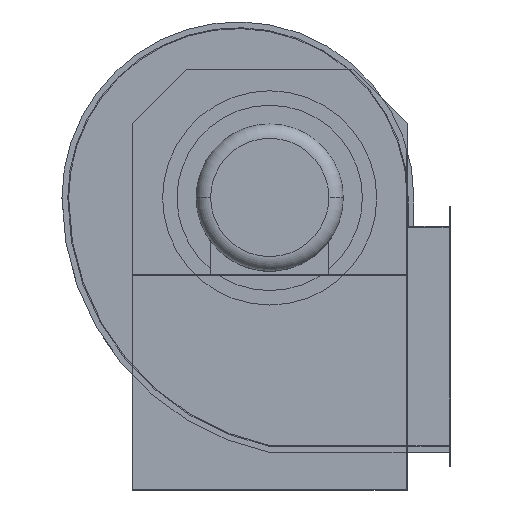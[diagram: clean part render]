
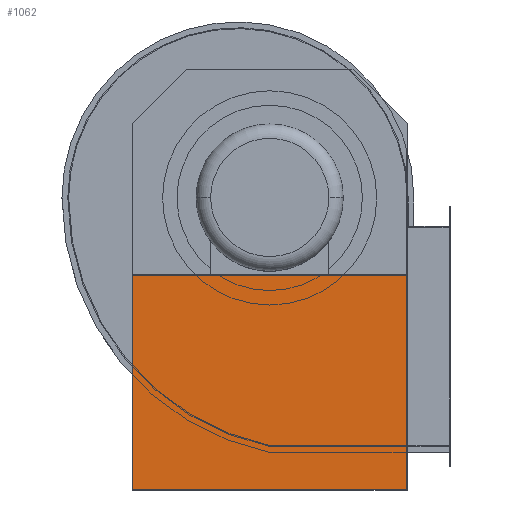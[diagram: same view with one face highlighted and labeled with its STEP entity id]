
A CAD part, top view. The second image highlights one B-rep face of the part: STEP entity #1062.
In plain terms, the highlighted planar face has unit normal (0, 0, 1).
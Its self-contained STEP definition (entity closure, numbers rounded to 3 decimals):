
#179 = ORIENTED_EDGE ( 'NONE', *, *, #4635, .F. ) ;
#180 = ORIENTED_EDGE ( 'NONE', *, *, #2708, .F. ) ;
#209 = LINE ( 'NONE', #4610, #415 ) ;
#341 = LINE ( 'NONE', #5145, #1606 ) ;
#415 = VECTOR ( 'NONE', #1915, 1000. ) ;
#503 = AXIS2_PLACEMENT_3D ( 'NONE', #2731, #4898, #957 ) ;
#543 = ORIENTED_EDGE ( 'NONE', *, *, #5325, .F. ) ;
#573 = ORIENTED_EDGE ( 'NONE', *, *, #1868, .F. ) ;
#578 = LINE ( 'NONE', #3645, #5266 ) ;
#657 = DIRECTION ( 'NONE',  ( 0., 1., 0. ) ) ;
#728 = ORIENTED_EDGE ( 'NONE', *, *, #1302, .F. ) ;
#800 = VECTOR ( 'NONE', #2068, 1000. ) ;
#957 = DIRECTION ( 'NONE',  ( -1., 0., 0. ) ) ;
#1062 = ADVANCED_FACE ( 'NONE', ( #3130 ), #5345, .F. ) ;
#1179 = EDGE_CURVE ( 'NONE', #2441, #5637, #3745, .T. ) ;
#1271 = ORIENTED_EDGE ( 'NONE', *, *, #3193, .T. ) ;
#1302 = EDGE_CURVE ( 'NONE', #4813, #2959, #1705, .T. ) ;
#1568 = CARTESIAN_POINT ( 'NONE',  ( 128.5, -405., 0.2 ) ) ;
#1587 = CARTESIAN_POINT ( 'NONE',  ( -190.3, 0., 0.2 ) ) ;
#1606 = VECTOR ( 'NONE', #3833, 1000. ) ;
#1623 = DIRECTION ( 'NONE',  ( 0., 1., 0. ) ) ;
#1705 = LINE ( 'NONE', #4687, #2245 ) ;
#1789 = ORIENTED_EDGE ( 'NONE', *, *, #4473, .F. ) ;
#1868 = EDGE_CURVE ( 'NONE', #2959, #4763, #5010, .T. ) ;
#1915 = DIRECTION ( 'NONE',  ( 1., 0., 0. ) ) ;
#2052 = VECTOR ( 'NONE', #2805, 1000. ) ;
#2068 = DIRECTION ( 'NONE',  ( -1., 0., 0. ) ) ;
#2223 = VERTEX_POINT ( 'NONE', #4374 ) ;
#2245 = VECTOR ( 'NONE', #2960, 1000. ) ;
#2432 = VECTOR ( 'NONE', #1623, 1000. ) ;
#2441 = VERTEX_POINT ( 'NONE', #1568 ) ;
#2708 = EDGE_CURVE ( 'NONE', #2777, #2223, #578, .T. ) ;
#2731 = CARTESIAN_POINT ( 'NONE',  ( 0., 0., 0.2 ) ) ;
#2777 = VERTEX_POINT ( 'NONE', #5559 ) ;
#2805 = DIRECTION ( 'NONE',  ( -1., 0., 0. ) ) ;
#2868 = VERTEX_POINT ( 'NONE', #4770 ) ;
#2959 = VERTEX_POINT ( 'NONE', #4464 ) ;
#2960 = DIRECTION ( 'NONE',  ( -1., 0., 0. ) ) ;
#2999 = LINE ( 'NONE', #4762, #2432 ) ;
#3130 = FACE_OUTER_BOUND ( 'NONE', #3804, .T. ) ;
#3193 = EDGE_CURVE ( 'NONE', #2441, #2868, #2999, .T. ) ;
#3203 = CARTESIAN_POINT ( 'NONE',  ( 190.5, -405., 0.2 ) ) ;
#3217 = DIRECTION ( 'NONE',  ( 0., -1., 0. ) ) ;
#3336 = VECTOR ( 'NONE', #657, 1000. ) ;
#3645 = CARTESIAN_POINT ( 'NONE',  ( 190.3, 0., 0.2 ) ) ;
#3682 = CARTESIAN_POINT ( 'NONE',  ( 0., -404.8, 0.2 ) ) ;
#3745 = LINE ( 'NONE', #3203, #2052 ) ;
#3804 = EDGE_LOOP ( 'NONE', ( #1789, #573, #728, #179, #4068, #1271, #543, #180 ) ) ;
#3833 = DIRECTION ( 'NONE',  ( 0., 1., 0. ) ) ;
#4068 = ORIENTED_EDGE ( 'NONE', *, *, #1179, .F. ) ;
#4374 = CARTESIAN_POINT ( 'NONE',  ( 190.3, -404.8, 0.2 ) ) ;
#4464 = CARTESIAN_POINT ( 'NONE',  ( -190.3, -404.8, 0.2 ) ) ;
#4473 = EDGE_CURVE ( 'NONE', #4763, #2777, #209, .T. ) ;
#4603 = CARTESIAN_POINT ( 'NONE',  ( -190.3, -107.2, 0.2 ) ) ;
#4610 = CARTESIAN_POINT ( 'NONE',  ( -190.3, -107.2, 0.2 ) ) ;
#4619 = LINE ( 'NONE', #3682, #800 ) ;
#4635 = EDGE_CURVE ( 'NONE', #5637, #4813, #341, .T. ) ;
#4687 = CARTESIAN_POINT ( 'NONE',  ( 0., -404.8, 0.2 ) ) ;
#4762 = CARTESIAN_POINT ( 'NONE',  ( 128.5, 0., 0.2 ) ) ;
#4763 = VERTEX_POINT ( 'NONE', #4603 ) ;
#4770 = CARTESIAN_POINT ( 'NONE',  ( 128.5, -404.8, 0.2 ) ) ;
#4813 = VERTEX_POINT ( 'NONE', #4861 ) ;
#4861 = CARTESIAN_POINT ( 'NONE',  ( -128.5, -404.8, 0.2 ) ) ;
#4898 = DIRECTION ( 'NONE',  ( 0., 0., -1. ) ) ;
#5010 = LINE ( 'NONE', #1587, #3336 ) ;
#5145 = CARTESIAN_POINT ( 'NONE',  ( -128.5, 0., 0.2 ) ) ;
#5266 = VECTOR ( 'NONE', #3217, 1000. ) ;
#5325 = EDGE_CURVE ( 'NONE', #2223, #2868, #4619, .T. ) ;
#5345 = PLANE ( 'NONE',  #503 ) ;
#5380 = CARTESIAN_POINT ( 'NONE',  ( -128.5, -405., 0.2 ) ) ;
#5559 = CARTESIAN_POINT ( 'NONE',  ( 190.3, -107.2, 0.2 ) ) ;
#5637 = VERTEX_POINT ( 'NONE', #5380 ) ;
